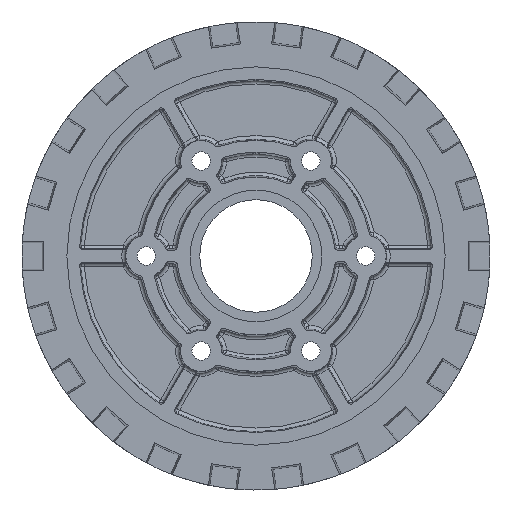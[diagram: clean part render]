
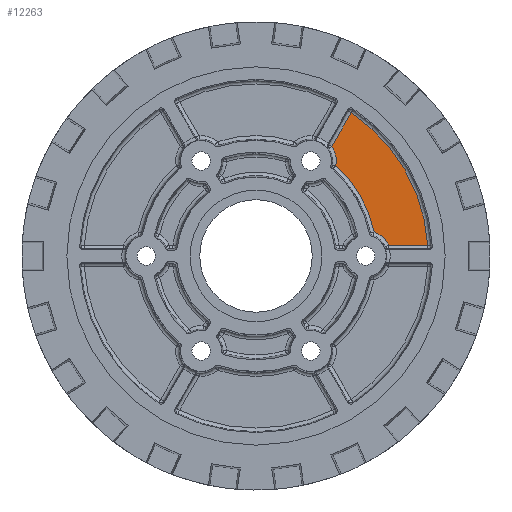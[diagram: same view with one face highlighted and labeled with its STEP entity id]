
A CAD part, left-side view. The second image highlights one B-rep face of the part: STEP entity #12263.
In plain terms, the highlighted planar face has unit normal (-1, 0, 0).
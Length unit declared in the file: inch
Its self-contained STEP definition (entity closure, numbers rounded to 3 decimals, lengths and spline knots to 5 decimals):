
#373=LINE('',#22024,#869);
#374=LINE('',#22032,#870);
#869=VECTOR('',#16324,0.33339);
#870=VECTOR('',#16331,0.33339);
#1326=PLANE('',#13606);
#2595=FACE_OUTER_BOUND('',#3442,.T.);
#3442=EDGE_LOOP('',(#9521,#9522,#9523,#9524,#9525,#9526));
#4498=CIRCLE('',#13607,0.21712);
#4499=CIRCLE('',#13608,1.02962);
#4500=CIRCLE('',#13609,0.21712);
#4501=CIRCLE('',#13610,1.47038);
#5321=VERTEX_POINT('',#21682);
#5418=VERTEX_POINT('',#22023);
#5419=VERTEX_POINT('',#22025);
#5420=VERTEX_POINT('',#22027);
#5421=VERTEX_POINT('',#22029);
#5422=VERTEX_POINT('',#22031);
#6898=EDGE_CURVE('',#5321,#5418,#373,.T.);
#6899=EDGE_CURVE('',#5418,#5419,#4498,.T.);
#6900=EDGE_CURVE('',#5419,#5420,#4499,.T.);
#6901=EDGE_CURVE('',#5420,#5421,#4500,.T.);
#6902=EDGE_CURVE('',#5421,#5422,#374,.T.);
#6903=EDGE_CURVE('',#5422,#5321,#4501,.T.);
#9521=ORIENTED_EDGE('',*,*,#6898,.T.);
#9522=ORIENTED_EDGE('',*,*,#6899,.T.);
#9523=ORIENTED_EDGE('',*,*,#6900,.T.);
#9524=ORIENTED_EDGE('',*,*,#6901,.T.);
#9525=ORIENTED_EDGE('',*,*,#6902,.T.);
#9526=ORIENTED_EDGE('',*,*,#6903,.T.);
#12263=ADVANCED_FACE('',(#2595),#1326,.F.);
#13606=AXIS2_PLACEMENT_3D('',#22022,#16322,#16323);
#13607=AXIS2_PLACEMENT_3D('',#22026,#16325,#16326);
#13608=AXIS2_PLACEMENT_3D('',#22028,#16327,#16328);
#13609=AXIS2_PLACEMENT_3D('',#22030,#16329,#16330);
#13610=AXIS2_PLACEMENT_3D('',#22033,#16332,#16333);
#16322=DIRECTION('center_axis',(1.,0.,0.));
#16323=DIRECTION('ref_axis',(0.,0.866,-0.5));
#16324=DIRECTION('',(0.,0.5,-0.866));
#16325=DIRECTION('center_axis',(1.,0.,0.));
#16326=DIRECTION('ref_axis',(0.,0.,
-1.));
#16327=DIRECTION('center_axis',(1.,0.,0.));
#16328=DIRECTION('ref_axis',(0.,0.,
-1.));
#16329=DIRECTION('center_axis',(1.,0.,0.));
#16330=DIRECTION('ref_axis',(0.,0.,
-1.));
#16331=DIRECTION('',(0.,-1.,0.));
#16332=DIRECTION('center_axis',(-1.,0.,0.));
#16333=DIRECTION('ref_axis',(0.,0.,
-1.));
#21682=CARTESIAN_POINT('',(-0.0625,-0.81352,1.22483));
#22022=CARTESIAN_POINT('Origin',(-0.0625,0.,0.));
#22023=CARTESIAN_POINT('',(-0.0625,-0.64683,0.93611));
#22024=CARTESIAN_POINT('',(-0.0625,-0.07978,-0.04606));
#22025=CARTESIAN_POINT('',(-0.0625,-0.68204,0.77132));
#22026=CARTESIAN_POINT('Origin',(-0.0625,-0.46875,
0.8119));
#22027=CARTESIAN_POINT('',(-0.0625,-1.009,0.20501));
#22028=CARTESIAN_POINT('Origin',(-0.0625,0.,0.));
#22029=CARTESIAN_POINT('',(-0.0625,-1.13411,0.09212));
#22030=CARTESIAN_POINT('Origin',(-0.0625,-0.9375,
0.));
#22031=CARTESIAN_POINT('',(-0.0625,-1.46749,0.09212));
#22032=CARTESIAN_POINT('',(-0.0625,-1.49983,0.09212));
#22033=CARTESIAN_POINT('Origin',(-0.0625,0.,0.));
